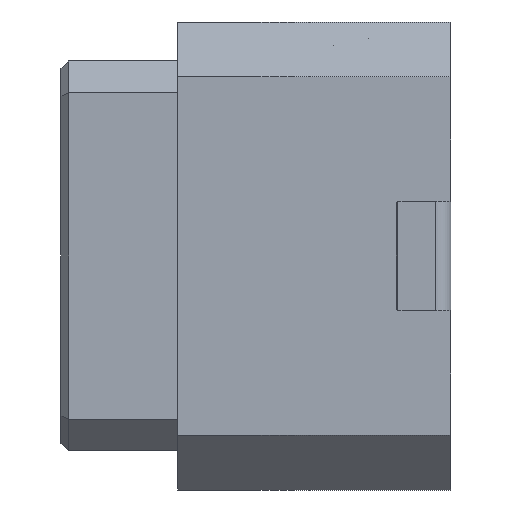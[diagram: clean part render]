
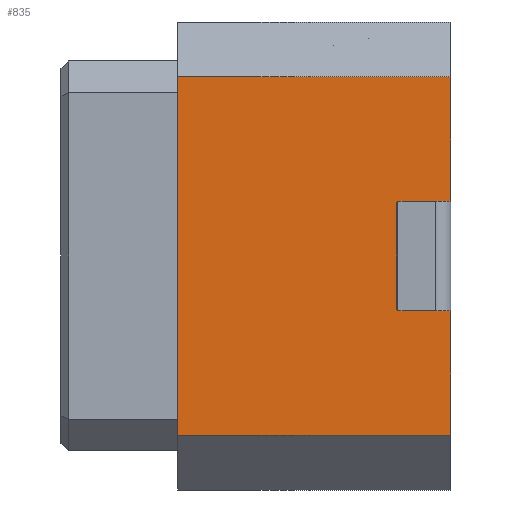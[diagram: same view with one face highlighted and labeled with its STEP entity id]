
A CAD part, left-side view. The second image highlights one B-rep face of the part: STEP entity #835.
In plain terms, the highlighted planar face has unit normal (-1, 0, 0).
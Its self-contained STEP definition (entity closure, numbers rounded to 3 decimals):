
#27 = AXIS2_PLACEMENT_3D ( 'NONE', #2200, #2237, #1146 ) ;
#38 = VERTEX_POINT ( 'NONE', #2041 ) ;
#119 = EDGE_CURVE ( 'NONE', #517, #38, #581, .T. ) ;
#123 = EDGE_CURVE ( 'NONE', #38, #2204, #567, .T. ) ;
#233 = VECTOR ( 'NONE', #346, 1000. ) ;
#259 = DIRECTION ( 'NONE',  ( 0., -1., 0. ) ) ;
#292 = CARTESIAN_POINT ( 'NONE',  ( -3.555, 3.5, 2.628 ) ) ;
#316 = VECTOR ( 'NONE', #662, 1000. ) ;
#346 = DIRECTION ( 'NONE',  ( 0., -1., 0. ) ) ;
#366 = DIRECTION ( 'NONE',  ( 0., 0., 1. ) ) ;
#368 = CARTESIAN_POINT ( 'NONE',  ( -3.555, 0., 1.028 ) ) ;
#396 = VERTEX_POINT ( 'NONE', #368 ) ;
#420 = ORIENTED_EDGE ( 'NONE', *, *, #1619, .T. ) ;
#429 = CARTESIAN_POINT ( 'NONE',  ( -3.555, 3.5, -1.972 ) ) ;
#461 = VERTEX_POINT ( 'NONE', #429 ) ;
#477 = EDGE_CURVE ( 'NONE', #2043, #541, #962, .T. ) ;
#517 = VERTEX_POINT ( 'NONE', #2061 ) ;
#541 = VERTEX_POINT ( 'NONE', #1178 ) ;
#567 = LINE ( 'NONE', #1298, #2386 ) ;
#581 = LINE ( 'NONE', #1314, #2106 ) ;
#662 = DIRECTION ( 'NONE',  ( 0., 0., 1. ) ) ;
#751 = ORIENTED_EDGE ( 'NONE', *, *, #936, .T. ) ;
#757 = EDGE_CURVE ( 'NONE', #396, #541, #1444, .T. ) ;
#779 = ORIENTED_EDGE ( 'NONE', *, *, #123, .F. ) ;
#835 = ADVANCED_FACE ( 'NONE', ( #1248 ), #1458, .F. ) ;
#846 = LINE ( 'NONE', #2320, #316 ) ;
#885 = CARTESIAN_POINT ( 'NONE',  ( -3.555, 0.2, 1.028 ) ) ;
#886 = VECTOR ( 'NONE', #366, 1000. ) ;
#936 = EDGE_CURVE ( 'NONE', #461, #1320, #1655, .T. ) ;
#960 = CARTESIAN_POINT ( 'NONE',  ( -3.555, 3.5, -1.972 ) ) ;
#962 = LINE ( 'NONE', #1691, #1008 ) ;
#973 = ORIENTED_EDGE ( 'NONE', *, *, #757, .T. ) ;
#1008 = VECTOR ( 'NONE', #259, 1000. ) ;
#1088 = LINE ( 'NONE', #885, #233 ) ;
#1109 = EDGE_CURVE ( 'NONE', #461, #2043, #846, .T. ) ;
#1146 = DIRECTION ( 'NONE',  ( 0., 0., -1. ) ) ;
#1178 = CARTESIAN_POINT ( 'NONE',  ( -3.555, 0., 2.628 ) ) ;
#1194 = ORIENTED_EDGE ( 'NONE', *, *, #477, .F. ) ;
#1248 = FACE_OUTER_BOUND ( 'NONE', #1351, .T. ) ;
#1298 = CARTESIAN_POINT ( 'NONE',  ( -3.555, 0.2, -0.372 ) ) ;
#1314 = CARTESIAN_POINT ( 'NONE',  ( -3.555, 0.2, 1.028 ) ) ;
#1320 = VERTEX_POINT ( 'NONE', #1455 ) ;
#1351 = EDGE_LOOP ( 'NONE', ( #1700, #420, #973, #1194, #1663, #751, #2196, #779 ) ) ;
#1444 = LINE ( 'NONE', #2341, #886 ) ;
#1455 = CARTESIAN_POINT ( 'NONE',  ( -3.555, 0., -1.972 ) ) ;
#1458 = PLANE ( 'NONE',  #27 ) ;
#1471 = DIRECTION ( 'NONE',  ( 0., 0., -1. ) ) ;
#1518 = CARTESIAN_POINT ( 'NONE',  ( -3.555, 0., -1.972 ) ) ;
#1619 = EDGE_CURVE ( 'NONE', #517, #396, #1088, .T. ) ;
#1655 = LINE ( 'NONE', #960, #2389 ) ;
#1663 = ORIENTED_EDGE ( 'NONE', *, *, #1109, .F. ) ;
#1675 = CARTESIAN_POINT ( 'NONE',  ( -3.555, 0., -0.372 ) ) ;
#1690 = DIRECTION ( 'NONE',  ( 0., -1., 0. ) ) ;
#1691 = CARTESIAN_POINT ( 'NONE',  ( -3.555, 3.5, 2.628 ) ) ;
#1700 = ORIENTED_EDGE ( 'NONE', *, *, #119, .F. ) ;
#2026 = DIRECTION ( 'NONE',  ( 0., -1., 0. ) ) ;
#2041 = CARTESIAN_POINT ( 'NONE',  ( -3.555, 0.2, -0.372 ) ) ;
#2043 = VERTEX_POINT ( 'NONE', #292 ) ;
#2057 = LINE ( 'NONE', #1518, #2206 ) ;
#2061 = CARTESIAN_POINT ( 'NONE',  ( -3.555, 0.2, 1.028 ) ) ;
#2106 = VECTOR ( 'NONE', #1471, 1000. ) ;
#2138 = EDGE_CURVE ( 'NONE', #1320, #2204, #2057, .T. ) ;
#2196 = ORIENTED_EDGE ( 'NONE', *, *, #2138, .T. ) ;
#2200 = CARTESIAN_POINT ( 'NONE',  ( -3.555, 3.5, -1.972 ) ) ;
#2204 = VERTEX_POINT ( 'NONE', #1675 ) ;
#2206 = VECTOR ( 'NONE', #2261, 1000. ) ;
#2237 = DIRECTION ( 'NONE',  ( 1., 0., 0. ) ) ;
#2261 = DIRECTION ( 'NONE',  ( 0., 0., 1. ) ) ;
#2320 = CARTESIAN_POINT ( 'NONE',  ( -3.555, 3.5, -1.972 ) ) ;
#2341 = CARTESIAN_POINT ( 'NONE',  ( -3.555, 0., -1.972 ) ) ;
#2386 = VECTOR ( 'NONE', #2026, 1000. ) ;
#2389 = VECTOR ( 'NONE', #1690, 1000. ) ;
